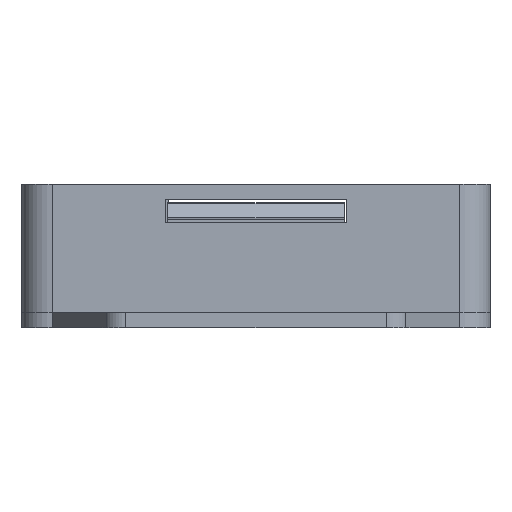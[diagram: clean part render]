
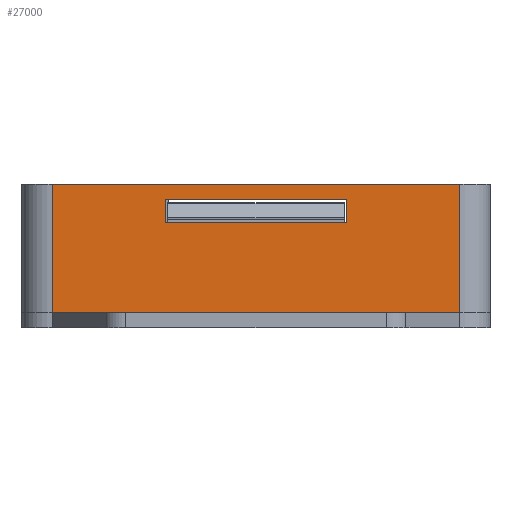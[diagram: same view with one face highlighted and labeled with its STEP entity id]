
A CAD part, front view. The second image highlights one B-rep face of the part: STEP entity #27000.
In plain terms, the highlighted planar face has unit normal (0, -1, 0).
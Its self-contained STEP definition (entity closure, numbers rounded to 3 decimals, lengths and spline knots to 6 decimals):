
#5343=ORIENTED_EDGE('',*,*,#12765,.T.);
#5344=ORIENTED_EDGE('',*,*,#12766,.F.);
#5345=ORIENTED_EDGE('',*,*,#12767,.F.);
#5346=ORIENTED_EDGE('',*,*,#12516,.T.);
#5347=ORIENTED_EDGE('',*,*,#12768,.T.);
#5348=ORIENTED_EDGE('',*,*,#12769,.T.);
#5349=ORIENTED_EDGE('',*,*,#12770,.F.);
#5350=ORIENTED_EDGE('',*,*,#12713,.T.);
#12516=EDGE_CURVE('',#16379,#16378,#18904,.T.);
#12713=EDGE_CURVE('',#16576,#16575,#18965,.T.);
#12765=EDGE_CURVE('',#16378,#16624,#18994,.T.);
#12766=EDGE_CURVE('',#16625,#16624,#18995,.T.);
#12767=EDGE_CURVE('',#16379,#16625,#18996,.T.);
#12768=EDGE_CURVE('',#16575,#16626,#18997,.T.);
#12769=EDGE_CURVE('',#16626,#16627,#18998,.T.);
#12770=EDGE_CURVE('',#16576,#16627,#18999,.T.);
#16378=VERTEX_POINT('',#40247);
#16379=VERTEX_POINT('',#40249);
#16575=VERTEX_POINT('',#40806);
#16576=VERTEX_POINT('',#40808);
#16624=VERTEX_POINT('',#40934);
#16625=VERTEX_POINT('',#40936);
#16626=VERTEX_POINT('',#40939);
#16627=VERTEX_POINT('',#40941);
#18904=LINE('',#40248,#21141);
#18965=LINE('',#40807,#21202);
#18994=LINE('',#40933,#21231);
#18995=LINE('',#40935,#21232);
#18996=LINE('',#40937,#21233);
#18997=LINE('',#40938,#21234);
#18998=LINE('',#40940,#21235);
#18999=LINE('',#40942,#21236);
#21141=VECTOR('',#31667,1.);
#21202=VECTOR('',#31838,1.);
#21231=VECTOR('',#31893,1.);
#21232=VECTOR('',#31894,1.);
#21233=VECTOR('',#31895,1.);
#21234=VECTOR('',#31896,1.);
#21235=VECTOR('',#31897,1.);
#21236=VECTOR('',#31898,1.);
#23184=EDGE_LOOP('',(#5343,#5344,#5345,#5346));
#23185=EDGE_LOOP('',(#5347,#5348,#5349,#5350));
#24842=FACE_BOUND('',#23184,.T.);
#24843=FACE_BOUND('',#23185,.T.);
#26253=PLANE('',#29050);
#27000=ADVANCED_FACE('',(#24842,#24843),#26253,.T.);
#29050=AXIS2_PLACEMENT_3D('',#40932,#31891,#31892);
#31667=DIRECTION('',(-1.,0.,0.));
#31838=DIRECTION('',(1.,0.,0.));
#31891=DIRECTION('',(0.,-1.,0.));
#31892=DIRECTION('',(1.,0.,0.));
#31893=DIRECTION('',(0.,0.,-1.));
#31894=DIRECTION('',(-1.,0.,0.));
#31895=DIRECTION('',(0.,0.,-1.));
#31896=DIRECTION('',(0.,0.,-1.));
#31897=DIRECTION('',(-1.,0.,0.));
#31898=DIRECTION('',(0.,0.,-1.));
#40247=CARTESIAN_POINT('',(-0.00168,-0.03218,0.008634));
#40248=CARTESIAN_POINT('',(0.02532,-0.03218,0.008634));
#40249=CARTESIAN_POINT('',(0.05232,-0.03218,0.008634));
#40806=CARTESIAN_POINT('',(0.03732,-0.03218,0.006634));
#40807=CARTESIAN_POINT('',(0.02532,-0.03218,0.006634));
#40808=CARTESIAN_POINT('',(0.01332,-0.03218,0.006634));
#40932=CARTESIAN_POINT('',(0.02532,-0.03218,0.008634));
#40933=CARTESIAN_POINT('',(-0.00168,-0.03218,0.008634));
#40934=CARTESIAN_POINT('',(-0.00168,-0.03218,-0.008366));
#40935=CARTESIAN_POINT('',(0.02532,-0.03218,-0.008366));
#40936=CARTESIAN_POINT('',(0.05232,-0.03218,-0.008366));
#40937=CARTESIAN_POINT('',(0.05232,-0.03218,0.008634));
#40938=CARTESIAN_POINT('',(0.03732,-0.03218,0.008634));
#40939=CARTESIAN_POINT('',(0.03732,-0.03218,0.003634));
#40940=CARTESIAN_POINT('',(0.02532,-0.03218,0.003634));
#40941=CARTESIAN_POINT('',(0.01332,-0.03218,0.003634));
#40942=CARTESIAN_POINT('',(0.01332,-0.03218,0.008634));
